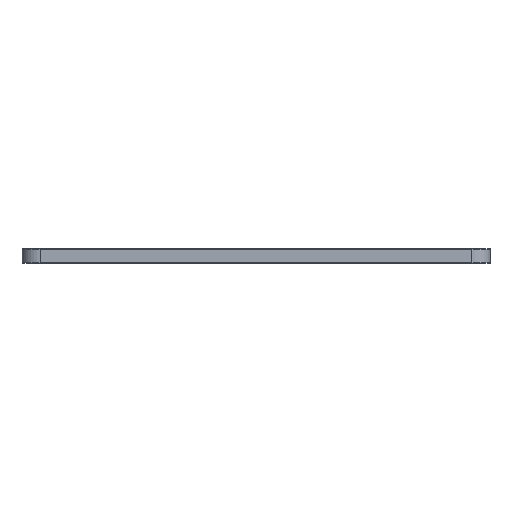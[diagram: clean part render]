
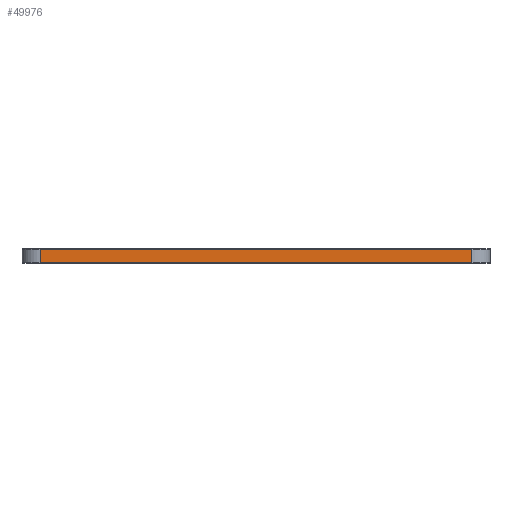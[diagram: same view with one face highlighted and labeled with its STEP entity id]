
A CAD part, left-side view. The second image highlights one B-rep face of the part: STEP entity #49976.
In plain terms, the highlighted planar face has unit normal (-1, 0, 0).
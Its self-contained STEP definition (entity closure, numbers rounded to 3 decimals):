
#48107 = VERTEX_POINT('',#48108);
#48108 = CARTESIAN_POINT('',(126.5,-73.5,0.));
#48115 = EDGE_CURVE('',#48116,#48107,#48118,.T.);
#48116 = VERTEX_POINT('',#48117);
#48117 = CARTESIAN_POINT('',(126.5,-121.5,0.));
#48118 = LINE('',#48119,#48120);
#48119 = CARTESIAN_POINT('',(126.5,-121.5,0.));
#48120 = VECTOR('',#48121,1.);
#48121 = DIRECTION('',(0.,1.,0.));
#49028 = VERTEX_POINT('',#49029);
#49029 = CARTESIAN_POINT('',(126.5,-73.5,1.51));
#49036 = EDGE_CURVE('',#49037,#49028,#49039,.T.);
#49037 = VERTEX_POINT('',#49038);
#49038 = CARTESIAN_POINT('',(126.5,-121.5,1.51));
#49039 = LINE('',#49040,#49041);
#49040 = CARTESIAN_POINT('',(126.5,-121.5,1.51));
#49041 = VECTOR('',#49042,1.);
#49042 = DIRECTION('',(0.,1.,0.));
#49946 = EDGE_CURVE('',#48107,#49028,#49947,.T.);
#49947 = LINE('',#49948,#49949);
#49948 = CARTESIAN_POINT('',(126.5,-73.5,0.));
#49949 = VECTOR('',#49950,1.);
#49950 = DIRECTION('',(0.,0.,1.));
#49976 = ADVANCED_FACE('',(#49977),#49988,.T.);
#49977 = FACE_BOUND('',#49978,.T.);
#49978 = EDGE_LOOP('',(#49979,#49985,#49986,#49987));
#49979 = ORIENTED_EDGE('',*,*,#49980,.T.);
#49980 = EDGE_CURVE('',#48116,#49037,#49981,.T.);
#49981 = LINE('',#49982,#49983);
#49982 = CARTESIAN_POINT('',(126.5,-121.5,0.));
#49983 = VECTOR('',#49984,1.);
#49984 = DIRECTION('',(0.,0.,1.));
#49985 = ORIENTED_EDGE('',*,*,#49036,.T.);
#49986 = ORIENTED_EDGE('',*,*,#49946,.F.);
#49987 = ORIENTED_EDGE('',*,*,#48115,.F.);
#49988 = PLANE('',#49989);
#49989 = AXIS2_PLACEMENT_3D('',#49990,#49991,#49992);
#49990 = CARTESIAN_POINT('',(126.5,-121.5,0.));
#49991 = DIRECTION('',(-1.,0.,0.));
#49992 = DIRECTION('',(0.,1.,0.));
